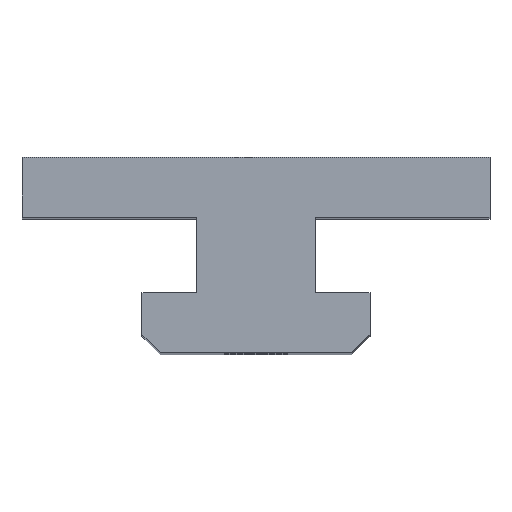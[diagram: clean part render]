
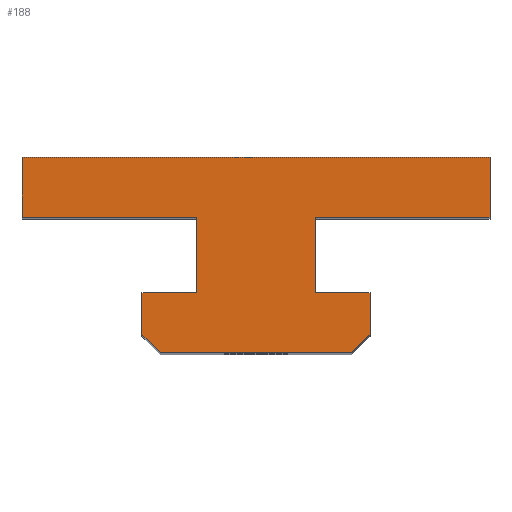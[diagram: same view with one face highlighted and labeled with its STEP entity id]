
A CAD part, top view. The second image highlights one B-rep face of the part: STEP entity #188.
In plain terms, the highlighted planar face has unit normal (0, 0, 1).
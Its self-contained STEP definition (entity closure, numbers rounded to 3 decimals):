
#2 = EDGE_CURVE ( 'NONE', #203, #827, #394, .T. ) ;
#6 = DIRECTION ( 'NONE',  ( 1., 0., 0. ) ) ;
#27 = VECTOR ( 'NONE', #459, 1000. ) ;
#37 = CARTESIAN_POINT ( 'NONE',  ( -4.95, 88.667, 40. ) ) ;
#41 = VECTOR ( 'NONE', #378, 1000. ) ;
#50 = DIRECTION ( 'NONE',  ( -1., 0., 0. ) ) ;
#54 = ORIENTED_EDGE ( 'NONE', *, *, #766, .T. ) ;
#65 = EDGE_CURVE ( 'NONE', #928, #1184, #815, .T. ) ;
#84 = VECTOR ( 'NONE', #149, 1000. ) ;
#118 = DIRECTION ( 'NONE',  ( 0., -1., 0. ) ) ;
#141 = VECTOR ( 'NONE', #547, 1000. ) ;
#149 = DIRECTION ( 'NONE',  ( 1., 0., 0. ) ) ;
#162 = EDGE_CURVE ( 'NONE', #827, #173, #291, .T. ) ;
#164 = EDGE_CURVE ( 'NONE', #173, #636, #906, .T. ) ;
#172 = ORIENTED_EDGE ( 'NONE', *, *, #700, .T. ) ;
#173 = VERTEX_POINT ( 'NONE', #176 ) ;
#176 = CARTESIAN_POINT ( 'NONE',  ( 9.5, 82.367, 40. ) ) ;
#188 = ADVANCED_FACE ( 'NONE', ( #440 ), #930, .T. ) ;
#192 = CARTESIAN_POINT ( 'NONE',  ( -19.5, 88.667, 40. ) ) ;
#193 = CARTESIAN_POINT ( 'NONE',  ( 19.5, 93.667, 40. ) ) ;
#203 = VERTEX_POINT ( 'NONE', #935 ) ;
#204 = ORIENTED_EDGE ( 'NONE', *, *, #958, .T. ) ;
#229 = EDGE_CURVE ( 'NONE', #928, #1201, #579, .T. ) ;
#250 = EDGE_LOOP ( 'NONE', ( #944, #54, #438, #726, #1204, #460, #719, #204, #534, #292, #869, #843, #613, #172 ) ) ;
#268 = LINE ( 'NONE', #718, #434 ) ;
#270 = VECTOR ( 'NONE', #381, 1000. ) ;
#282 = EDGE_CURVE ( 'NONE', #286, #1029, #561, .T. ) ;
#286 = VERTEX_POINT ( 'NONE', #193 ) ;
#291 = LINE ( 'NONE', #921, #141 ) ;
#292 = ORIENTED_EDGE ( 'NONE', *, *, #282, .F. ) ;
#337 = VECTOR ( 'NONE', #118, 1000. ) ;
#357 = CARTESIAN_POINT ( 'NONE',  ( 146.881, 52.498, 40. ) ) ;
#359 = LINE ( 'NONE', #385, #41 ) ;
#378 = DIRECTION ( 'NONE',  ( 0., 1., 0. ) ) ;
#381 = DIRECTION ( 'NONE',  ( 0., -1., 0. ) ) ;
#383 = CARTESIAN_POINT ( 'NONE',  ( -19.5, 52.498, 40. ) ) ;
#385 = CARTESIAN_POINT ( 'NONE',  ( 4.95, 52.498, 40. ) ) ;
#394 = LINE ( 'NONE', #619, #624 ) ;
#402 = CARTESIAN_POINT ( 'NONE',  ( 4.95, 88.667, 40. ) ) ;
#425 = VECTOR ( 'NONE', #643, 1000. ) ;
#434 = VECTOR ( 'NONE', #1096, 1000. ) ;
#438 = ORIENTED_EDGE ( 'NONE', *, *, #516, .T. ) ;
#440 = FACE_OUTER_BOUND ( 'NONE', #250, .T. ) ;
#445 = CARTESIAN_POINT ( 'NONE',  ( 146.881, 88.667, 40. ) ) ;
#450 = LINE ( 'NONE', #747, #27 ) ;
#459 = DIRECTION ( 'NONE',  ( 1., 0., 0. ) ) ;
#460 = ORIENTED_EDGE ( 'NONE', *, *, #162, .T. ) ;
#464 = CARTESIAN_POINT ( 'NONE',  ( 146.881, 82.367, 40. ) ) ;
#470 = VECTOR ( 'NONE', #885, 1000. ) ;
#510 = VECTOR ( 'NONE', #1118, 1000. ) ;
#513 = CARTESIAN_POINT ( 'NONE',  ( -9.5, 78.867, 40. ) ) ;
#516 = EDGE_CURVE ( 'NONE', #1082, #599, #943, .T. ) ;
#526 = CARTESIAN_POINT ( 'NONE',  ( -19.5, 93.667, 40. ) ) ;
#534 = ORIENTED_EDGE ( 'NONE', *, *, #767, .T. ) ;
#536 = EDGE_CURVE ( 'NONE', #599, #203, #1232, .T. ) ;
#547 = DIRECTION ( 'NONE',  ( 0., 1., 0. ) ) ;
#561 = LINE ( 'NONE', #754, #270 ) ;
#570 = DIRECTION ( 'NONE',  ( 0., 1., 0. ) ) ;
#575 = DIRECTION ( 'NONE',  ( 0., 0., 1. ) ) ;
#577 = LINE ( 'NONE', #670, #337 ) ;
#579 = LINE ( 'NONE', #383, #1154 ) ;
#585 = CARTESIAN_POINT ( 'NONE',  ( -9.5, 78.867, 40. ) ) ;
#593 = CARTESIAN_POINT ( 'NONE',  ( 19.5, 88.667, 40. ) ) ;
#599 = VERTEX_POINT ( 'NONE', #864 ) ;
#613 = ORIENTED_EDGE ( 'NONE', *, *, #65, .T. ) ;
#619 = CARTESIAN_POINT ( 'NONE',  ( 8., 77.367, 40. ) ) ;
#624 = VECTOR ( 'NONE', #1193, 1000. ) ;
#636 = VERTEX_POINT ( 'NONE', #1144 ) ;
#643 = DIRECTION ( 'NONE',  ( -1., 0., 0. ) ) ;
#670 = CARTESIAN_POINT ( 'NONE',  ( -4.95, 52.498, 40. ) ) ;
#691 = LINE ( 'NONE', #886, #1100 ) ;
#700 = EDGE_CURVE ( 'NONE', #1184, #1122, #577, .T. ) ;
#718 = CARTESIAN_POINT ( 'NONE',  ( 146.881, 88.667, 40. ) ) ;
#719 = ORIENTED_EDGE ( 'NONE', *, *, #164, .T. ) ;
#726 = ORIENTED_EDGE ( 'NONE', *, *, #536, .T. ) ;
#747 = CARTESIAN_POINT ( 'NONE',  ( 146.881, 93.667, 40. ) ) ;
#754 = CARTESIAN_POINT ( 'NONE',  ( 19.5, 52.498, 40. ) ) ;
#766 = EDGE_CURVE ( 'NONE', #1182, #1082, #1043, .T. ) ;
#767 = EDGE_CURVE ( 'NONE', #1044, #1029, #268, .T. ) ;
#788 = CARTESIAN_POINT ( 'NONE',  ( -4.95, 82.367, 40. ) ) ;
#815 = LINE ( 'NONE', #445, #510 ) ;
#827 = VERTEX_POINT ( 'NONE', #1211 ) ;
#843 = ORIENTED_EDGE ( 'NONE', *, *, #229, .F. ) ;
#864 = CARTESIAN_POINT ( 'NONE',  ( -8., 77.367, 40. ) ) ;
#869 = ORIENTED_EDGE ( 'NONE', *, *, #909, .F. ) ;
#885 = DIRECTION ( 'NONE',  ( 0.707, -0.707, 0. ) ) ;
#886 = CARTESIAN_POINT ( 'NONE',  ( 146.881, 82.367, 40. ) ) ;
#906 = LINE ( 'NONE', #464, #425 ) ;
#909 = EDGE_CURVE ( 'NONE', #1201, #286, #450, .T. ) ;
#921 = CARTESIAN_POINT ( 'NONE',  ( 9.5, 52.498, 40. ) ) ;
#925 = VECTOR ( 'NONE', #1199, 1000. ) ;
#928 = VERTEX_POINT ( 'NONE', #192 ) ;
#930 = PLANE ( 'NONE',  #1116 ) ;
#935 = CARTESIAN_POINT ( 'NONE',  ( 8., 77.367, 40. ) ) ;
#943 = LINE ( 'NONE', #513, #470 ) ;
#944 = ORIENTED_EDGE ( 'NONE', *, *, #1207, .T. ) ;
#958 = EDGE_CURVE ( 'NONE', #636, #1044, #359, .T. ) ;
#1000 = CARTESIAN_POINT ( 'NONE',  ( -9.5, 52.498, 40. ) ) ;
#1029 = VERTEX_POINT ( 'NONE', #593 ) ;
#1043 = LINE ( 'NONE', #1000, #925 ) ;
#1044 = VERTEX_POINT ( 'NONE', #402 ) ;
#1082 = VERTEX_POINT ( 'NONE', #585 ) ;
#1096 = DIRECTION ( 'NONE',  ( 1., 0., 0. ) ) ;
#1099 = CARTESIAN_POINT ( 'NONE',  ( 146.881, 77.367, 40. ) ) ;
#1100 = VECTOR ( 'NONE', #50, 1000. ) ;
#1116 = AXIS2_PLACEMENT_3D ( 'NONE', #357, #575, #6 ) ;
#1118 = DIRECTION ( 'NONE',  ( 1., 0., 0. ) ) ;
#1122 = VERTEX_POINT ( 'NONE', #788 ) ;
#1144 = CARTESIAN_POINT ( 'NONE',  ( 4.95, 82.367, 40. ) ) ;
#1154 = VECTOR ( 'NONE', #570, 1000. ) ;
#1182 = VERTEX_POINT ( 'NONE', #1187 ) ;
#1184 = VERTEX_POINT ( 'NONE', #37 ) ;
#1187 = CARTESIAN_POINT ( 'NONE',  ( -9.5, 82.367, 40. ) ) ;
#1193 = DIRECTION ( 'NONE',  ( 0.707, 0.707, 0. ) ) ;
#1199 = DIRECTION ( 'NONE',  ( 0., -1., 0. ) ) ;
#1201 = VERTEX_POINT ( 'NONE', #526 ) ;
#1204 = ORIENTED_EDGE ( 'NONE', *, *, #2, .T. ) ;
#1207 = EDGE_CURVE ( 'NONE', #1122, #1182, #691, .T. ) ;
#1211 = CARTESIAN_POINT ( 'NONE',  ( 9.5, 78.867, 40. ) ) ;
#1232 = LINE ( 'NONE', #1099, #84 ) ;
